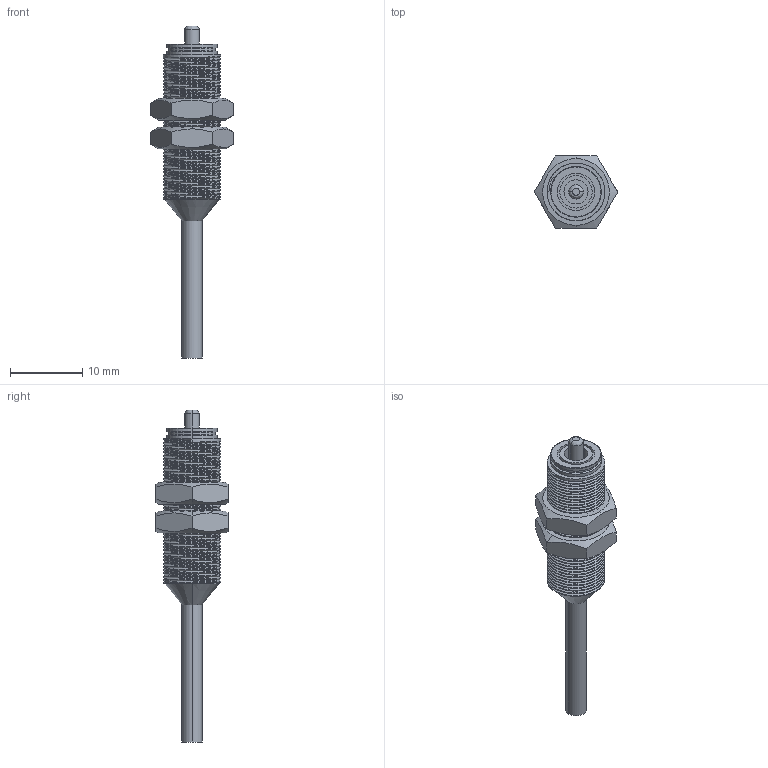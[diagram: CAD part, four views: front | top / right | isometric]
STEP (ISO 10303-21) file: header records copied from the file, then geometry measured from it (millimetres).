
FILE_DESCRIPTION (( 'STEP AP203' ), '1' );
FILE_NAME ('MR-T8.STEP', '2018-08-09T10:13:06', ( 'XiaZaiMa.COM' ), ( 'Win10NeT.COM' ), 'SwSTEP 2.0', 'SolidWorks 2016', '' );
FILE_SCHEMA (( 'CONFIG_CONTROL_DESIGN' ));
Length unit declared in the file: millimetre
Products named in the file (1): MR-T8
Bounding box: 11.55 x 10 x 46.02 mm (x, y, z)
Volume: 1457.4 mm3; surface area: 1768.5 mm2
Topology: 3 solids, 3 shells, 195 faces, 498 edges, 314 vertices
Faces by surface type: cylinder 117, cone 46, plane 25, bspline 7
Entity records: 12350 total; most frequent: CARTESIAN_POINT 8118, ORIENTED_EDGE 996, DIRECTION 763, EDGE_CURVE 498, VERTEX_POINT 314, AXIS2_PLACEMENT_3D 294, EDGE_LOOP 204, ADVANCED_FACE 195
